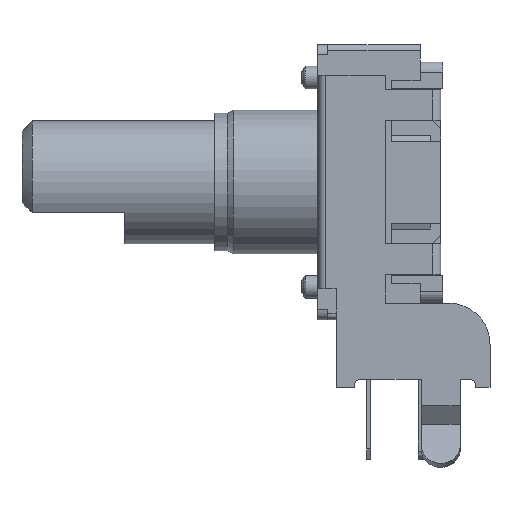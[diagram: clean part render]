
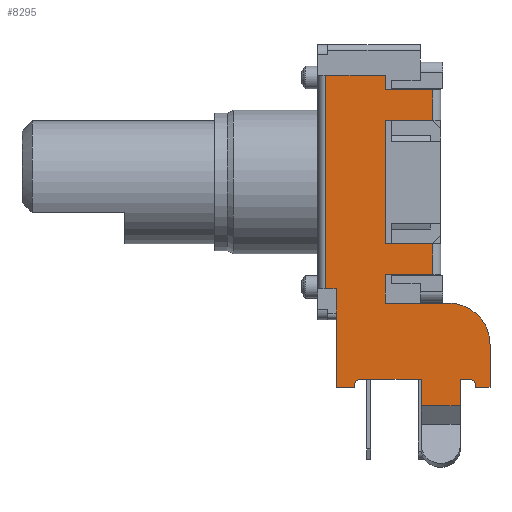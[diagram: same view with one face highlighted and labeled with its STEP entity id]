
A CAD part, left-side view. The second image highlights one B-rep face of the part: STEP entity #8295.
In plain terms, the highlighted planar face has unit normal (-1, 0, 0).
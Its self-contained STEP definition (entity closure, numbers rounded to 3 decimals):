
#550=LINE('',#12488,#1534);
#556=LINE('',#12500,#1540);
#560=LINE('',#12507,#1544);
#563=LINE('',#12513,#1547);
#565=LINE('',#12522,#1549);
#573=LINE('',#12538,#1557);
#581=LINE('',#12558,#1565);
#584=LINE('',#12564,#1568);
#588=LINE('',#12576,#1572);
#591=LINE('',#12582,#1575);
#594=LINE('',#12588,#1578);
#598=LINE('',#12601,#1582);
#687=LINE('',#12823,#1671);
#691=LINE('',#12835,#1675);
#708=LINE('',#12870,#1692);
#711=LINE('',#12879,#1695);
#715=LINE('',#12887,#1699);
#844=LINE('',#13154,#1828);
#845=LINE('',#13157,#1829);
#846=LINE('',#13158,#1830);
#847=LINE('',#13159,#1831);
#848=LINE('',#13160,#1832);
#849=LINE('',#13162,#1833);
#850=LINE('',#13163,#1834);
#1534=VECTOR('',#10075,1.9);
#1540=VECTOR('',#10083,4.8);
#1544=VECTOR('',#10089,0.9);
#1547=VECTOR('',#10094,0.1);
#1549=VECTOR('',#10104,2.95);
#1557=VECTOR('',#10116,1.3);
#1565=VECTOR('',#10138,1.3);
#1568=VECTOR('',#10143,0.45);
#1572=VECTOR('',#10155,0.1);
#1575=VECTOR('',#10160,0.7);
#1578=VECTOR('',#10165,2.1);
#1582=VECTOR('',#10177,3.1);
#1671=VECTOR('',#10364,10.4);
#1675=VECTOR('',#10374,2.9);
#1692=VECTOR('',#10399,2.3);
#1695=VECTOR('',#10408,1.5);
#1699=VECTOR('',#10414,2.3);
#1828=VECTOR('',#10647,1.5);
#1829=VECTOR('',#10650,2.3);
#1830=VECTOR('',#10651,6.);
#1831=VECTOR('',#10652,0.7);
#1832=VECTOR('',#10653,0.5);
#1833=VECTOR('',#10654,1.4);
#1834=VECTOR('',#10655,2.3);
#2334=PLANE('',#8897);
#2750=FACE_OUTER_BOUND('',#3223,.T.);
#3223=EDGE_LOOP('',(#6959,#6960,#6961,#6962,#6963,#6964,#6965,#6966,#6967,
#6968,#6969,#6970,#6971,#6972,#6973,#6974,#6975,#6976,#6977,#6978,#6979,
#6980,#6981,#6982,#6983,#6984,#6985));
#3512=CIRCLE('',#8763,0.3);
#3517=CIRCLE('',#8777,0.3);
#3519=CIRCLE('',#8783,2.);
#3970=VERTEX_POINT('',#12486);
#3971=VERTEX_POINT('',#12487);
#3975=VERTEX_POINT('',#12497);
#3976=VERTEX_POINT('',#12499);
#3978=VERTEX_POINT('',#12505);
#3980=VERTEX_POINT('',#12511);
#3982=VERTEX_POINT('',#12517);
#3983=VERTEX_POINT('',#12521);
#3994=VERTEX_POINT('',#12556);
#3996=VERTEX_POINT('',#12562);
#3998=VERTEX_POINT('',#12568);
#4000=VERTEX_POINT('',#12574);
#4002=VERTEX_POINT('',#12580);
#4004=VERTEX_POINT('',#12586);
#4006=VERTEX_POINT('',#12592);
#4009=VERTEX_POINT('',#12599);
#4092=VERTEX_POINT('',#12821);
#4093=VERTEX_POINT('',#12822);
#4098=VERTEX_POINT('',#12834);
#4111=VERTEX_POINT('',#12867);
#4112=VERTEX_POINT('',#12869);
#4115=VERTEX_POINT('',#12876);
#4118=VERTEX_POINT('',#12886);
#4203=VERTEX_POINT('',#13150);
#4204=VERTEX_POINT('',#13152);
#4205=VERTEX_POINT('',#13156);
#4206=VERTEX_POINT('',#13161);
#4898=EDGE_CURVE('',#3970,#3971,#550,.T.);
#4904=EDGE_CURVE('',#3975,#3976,#556,.T.);
#4908=EDGE_CURVE('',#3978,#3975,#560,.T.);
#4911=EDGE_CURVE('',#3980,#3978,#563,.T.);
#4914=EDGE_CURVE('',#3982,#3980,#3512,.T.);
#4915=EDGE_CURVE('',#3982,#3983,#565,.T.);
#4923=EDGE_CURVE('',#3971,#3983,#573,.T.);
#4934=EDGE_CURVE('',#3994,#3970,#581,.T.);
#4937=EDGE_CURVE('',#3996,#3994,#584,.T.);
#4940=EDGE_CURVE('',#3998,#3996,#3517,.T.);
#4943=EDGE_CURVE('',#4000,#3998,#588,.T.);
#4946=EDGE_CURVE('',#4002,#4000,#591,.T.);
#4949=EDGE_CURVE('',#4004,#4002,#594,.T.);
#4952=EDGE_CURVE('',#4006,#4004,#3519,.T.);
#4955=EDGE_CURVE('',#4006,#4009,#598,.T.);
#5063=EDGE_CURVE('',#4092,#4093,#687,.T.);
#5069=EDGE_CURVE('',#4092,#4098,#691,.T.);
#5086=EDGE_CURVE('',#4112,#4111,#708,.T.);
#5091=EDGE_CURVE('',#4112,#4115,#711,.T.);
#5095=EDGE_CURVE('',#4118,#4115,#715,.T.);
#5233=EDGE_CURVE('',#4204,#4203,#844,.T.);
#5234=EDGE_CURVE('',#4204,#4205,#845,.T.);
#5235=EDGE_CURVE('',#4205,#4118,#846,.T.);
#5236=EDGE_CURVE('',#4111,#4098,#847,.T.);
#5237=EDGE_CURVE('',#4093,#3976,#848,.T.);
#5238=EDGE_CURVE('',#4009,#4206,#849,.T.);
#5239=EDGE_CURVE('',#4206,#4203,#850,.T.);
#6959=ORIENTED_EDGE('',*,*,#5233,.F.);
#6960=ORIENTED_EDGE('',*,*,#5234,.T.);
#6961=ORIENTED_EDGE('',*,*,#5235,.T.);
#6962=ORIENTED_EDGE('',*,*,#5095,.T.);
#6963=ORIENTED_EDGE('',*,*,#5091,.F.);
#6964=ORIENTED_EDGE('',*,*,#5086,.T.);
#6965=ORIENTED_EDGE('',*,*,#5236,.T.);
#6966=ORIENTED_EDGE('',*,*,#5069,.F.);
#6967=ORIENTED_EDGE('',*,*,#5063,.T.);
#6968=ORIENTED_EDGE('',*,*,#5237,.T.);
#6969=ORIENTED_EDGE('',*,*,#4904,.F.);
#6970=ORIENTED_EDGE('',*,*,#4908,.F.);
#6971=ORIENTED_EDGE('',*,*,#4911,.F.);
#6972=ORIENTED_EDGE('',*,*,#4914,.F.);
#6973=ORIENTED_EDGE('',*,*,#4915,.T.);
#6974=ORIENTED_EDGE('',*,*,#4923,.F.);
#6975=ORIENTED_EDGE('',*,*,#4898,.F.);
#6976=ORIENTED_EDGE('',*,*,#4934,.F.);
#6977=ORIENTED_EDGE('',*,*,#4937,.F.);
#6978=ORIENTED_EDGE('',*,*,#4940,.F.);
#6979=ORIENTED_EDGE('',*,*,#4943,.F.);
#6980=ORIENTED_EDGE('',*,*,#4946,.F.);
#6981=ORIENTED_EDGE('',*,*,#4949,.F.);
#6982=ORIENTED_EDGE('',*,*,#4952,.F.);
#6983=ORIENTED_EDGE('',*,*,#4955,.T.);
#6984=ORIENTED_EDGE('',*,*,#5238,.T.);
#6985=ORIENTED_EDGE('',*,*,#5239,.T.);
#8295=ADVANCED_FACE('',(#2750),#2334,.T.);
#8763=AXIS2_PLACEMENT_3D('',#12519,#10100,#10101);
#8777=AXIS2_PLACEMENT_3D('',#12570,#10149,#10150);
#8783=AXIS2_PLACEMENT_3D('',#12594,#10171,#10172);
#8897=AXIS2_PLACEMENT_3D('',#13155,#10648,#10649);
#10075=DIRECTION('',(0.,1.,0.));
#10083=DIRECTION('',(0.,0.,1.));
#10089=DIRECTION('',(0.,1.,0.));
#10094=DIRECTION('',(0.,0.,-1.));
#10100=DIRECTION('center_axis',(-1.,0.,0.));
#10101=DIRECTION('ref_axis',(0.,0.,1.));
#10104=DIRECTION('',(0.,-1.,0.));
#10116=DIRECTION('',(0.,0.,1.));
#10138=DIRECTION('',(0.,0.,-1.));
#10143=DIRECTION('',(0.,1.,0.));
#10149=DIRECTION('center_axis',(-1.,0.,0.));
#10150=DIRECTION('ref_axis',(0.,-1.,0.));
#10155=DIRECTION('',(0.,0.,1.));
#10160=DIRECTION('',(0.,1.,0.));
#10165=DIRECTION('',(0.,0.,-1.));
#10171=DIRECTION('center_axis',(1.,0.,0.));
#10172=DIRECTION('ref_axis',(0.,0.,1.));
#10177=DIRECTION('',(0.,1.,0.));
#10364=DIRECTION('',(0.,0.,-1.));
#10374=DIRECTION('',(0.,-1.,0.));
#10399=DIRECTION('',(0.,1.,0.));
#10408=DIRECTION('',(0.,0.,-1.));
#10414=DIRECTION('',(0.,-1.,0.));
#10647=DIRECTION('',(0.,0.,-1.));
#10648=DIRECTION('center_axis',(-1.,0.,0.));
#10649=DIRECTION('ref_axis',(0.,0.,1.));
#10650=DIRECTION('',(0.,1.,0.));
#10651=DIRECTION('',(0.,0.,1.));
#10652=DIRECTION('',(0.,0.,1.));
#10653=DIRECTION('',(0.,-1.,0.));
#10654=DIRECTION('',(0.,0.,1.));
#10655=DIRECTION('',(0.,-1.,0.));
#12486=CARTESIAN_POINT('',(-6.25,-1.95,-10.9));
#12487=CARTESIAN_POINT('',(-6.25,-0.05,-10.9));
#12488=CARTESIAN_POINT('',(-6.25,-1.95,-10.9));
#12497=CARTESIAN_POINT('',(-6.25,4.1,-10.));
#12499=CARTESIAN_POINT('',(-6.25,4.1,-5.2));
#12500=CARTESIAN_POINT('',(-6.25,4.1,-10.));
#12505=CARTESIAN_POINT('',(-6.25,3.2,-10.));
#12507=CARTESIAN_POINT('',(-6.25,3.2,-10.));
#12511=CARTESIAN_POINT('',(-6.25,3.2,-9.9));
#12513=CARTESIAN_POINT('',(-6.25,3.2,-9.9));
#12517=CARTESIAN_POINT('',(-6.25,2.9,-9.6));
#12519=CARTESIAN_POINT('Origin',(-6.25,2.9,-9.9));
#12521=CARTESIAN_POINT('',(-6.25,-0.05,-9.6));
#12522=CARTESIAN_POINT('',(-6.25,2.9,-9.6));
#12538=CARTESIAN_POINT('',(-6.25,-0.05,-10.9));
#12556=CARTESIAN_POINT('',(-6.25,-1.95,-9.6));
#12558=CARTESIAN_POINT('',(-6.25,-1.95,-9.6));
#12562=CARTESIAN_POINT('',(-6.25,-2.4,-9.6));
#12564=CARTESIAN_POINT('',(-6.25,-2.4,-9.6));
#12568=CARTESIAN_POINT('',(-6.25,-2.7,-9.9));
#12570=CARTESIAN_POINT('Origin',(-6.25,-2.4,-9.9));
#12574=CARTESIAN_POINT('',(-6.25,-2.7,-10.));
#12576=CARTESIAN_POINT('',(-6.25,-2.7,-10.));
#12580=CARTESIAN_POINT('',(-6.25,-3.4,-10.));
#12582=CARTESIAN_POINT('',(-6.25,-3.4,-10.));
#12586=CARTESIAN_POINT('',(-6.25,-3.4,-7.9));
#12588=CARTESIAN_POINT('',(-6.25,-3.4,-7.9));
#12592=CARTESIAN_POINT('',(-6.25,-1.4,-5.9));
#12594=CARTESIAN_POINT('Origin',(-6.25,-1.4,-7.9));
#12599=CARTESIAN_POINT('',(-6.25,1.7,-5.9));
#12601=CARTESIAN_POINT('',(-6.25,-1.4,-5.9));
#12821=CARTESIAN_POINT('',(-6.25,4.6,5.2));
#12822=CARTESIAN_POINT('',(-6.25,4.6,-5.2));
#12823=CARTESIAN_POINT('',(-6.25,4.6,5.2));
#12834=CARTESIAN_POINT('',(-6.25,1.7,5.2));
#12835=CARTESIAN_POINT('',(-6.25,4.6,5.2));
#12867=CARTESIAN_POINT('',(-6.25,1.7,4.5));
#12869=CARTESIAN_POINT('',(-6.25,-0.6,4.5));
#12870=CARTESIAN_POINT('',(-6.25,-0.6,4.5));
#12876=CARTESIAN_POINT('',(-6.25,-0.6,3.));
#12879=CARTESIAN_POINT('',(-6.25,-0.6,4.5));
#12886=CARTESIAN_POINT('',(-6.25,1.7,3.));
#12887=CARTESIAN_POINT('',(-6.25,1.7,3.));
#13150=CARTESIAN_POINT('',(-6.25,-0.6,-4.5));
#13152=CARTESIAN_POINT('',(-6.25,-0.6,-3.));
#13154=CARTESIAN_POINT('',(-6.25,-0.6,-3.));
#13155=CARTESIAN_POINT('Origin',(-6.25,0.,-5.2));
#13156=CARTESIAN_POINT('',(-6.25,1.7,-3.));
#13157=CARTESIAN_POINT('',(-6.25,-0.6,-3.));
#13158=CARTESIAN_POINT('',(-6.25,1.7,-3.));
#13159=CARTESIAN_POINT('',(-6.25,1.7,4.5));
#13160=CARTESIAN_POINT('',(-6.25,4.6,-5.2));
#13161=CARTESIAN_POINT('',(-6.25,1.7,-4.5));
#13162=CARTESIAN_POINT('',(-6.25,1.7,-5.9));
#13163=CARTESIAN_POINT('',(-6.25,1.7,-4.5));
